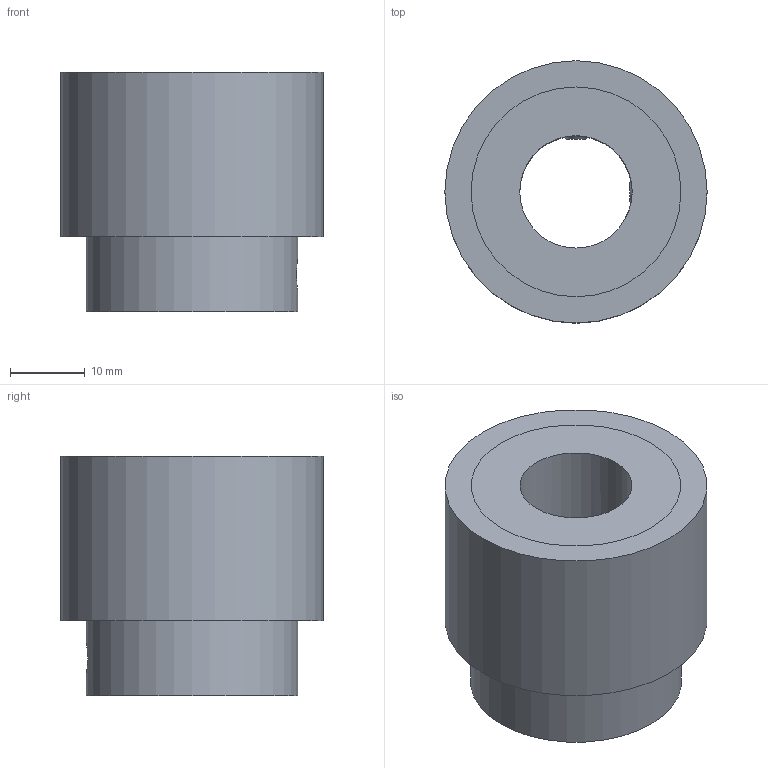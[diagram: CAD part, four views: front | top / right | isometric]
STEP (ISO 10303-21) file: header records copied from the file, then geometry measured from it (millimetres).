
FILE_DESCRIPTION( ( 'STEP AP203' ), '1' );
FILE_NAME( ' ', ' ', ( ' ' ), ( ' ' ), 'PSStep 10.0', ' ', ' ' );
FILE_SCHEMA( ( 'CONFIG_CONTROL_DESIGN' ) );
Length unit declared in the file: millimetre
Products named in the file (6): 1; 2; 3; Assem1; 4; 5
Bounding box: 35 x 35 x 32 mm (x, y, z)
Volume: 21913.6 mm3; surface area: 10945.2 mm2
Topology: 6 solids, 6 shells, 56 faces, 137 edges, 89 vertices
Faces by surface type: plane 33, cone 12, cylinder 11
Full cylindrical faces by diameter (mm): 4.2 x2, 5 x4, 15 x1, 28 x2, 28.2 x1, 35 x1
Entity records: 1372 total; most frequent: CARTESIAN_POINT 429, DIRECTION 137, ORIENTED_EDGE 112, AXIS2_PLACEMENT_3D 56, EDGE_LOOP 56, EDGE_CURVE 56, VERTEX_POINT 46, FACE_OUTER_BOUND 43
